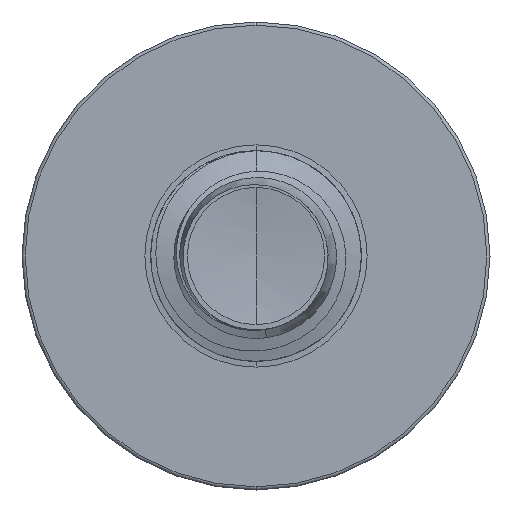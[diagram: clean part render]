
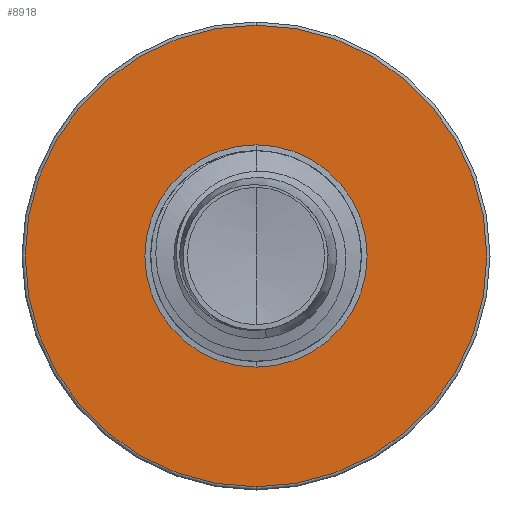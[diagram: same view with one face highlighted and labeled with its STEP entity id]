
A CAD part, front view. The second image highlights one B-rep face of the part: STEP entity #8918.
In plain terms, the highlighted planar face has unit normal (0, -1, 0).
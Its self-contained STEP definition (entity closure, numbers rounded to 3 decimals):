
#33 = CIRCLE ( 'NONE', #6958, 4.933 ) ;
#1797 = DIRECTION ( 'NONE',  ( 0., 0., 1. ) ) ;
#3381 = CARTESIAN_POINT ( 'NONE',  ( 0., 9., -2.375 ) ) ;
#4388 = ORIENTED_EDGE ( 'NONE', *, *, #22098, .F. ) ;
#4510 = ORIENTED_EDGE ( 'NONE', *, *, #17383, .F. ) ;
#4579 = CARTESIAN_POINT ( 'NONE',  ( 0., 9., 0. ) ) ;
#4826 = CARTESIAN_POINT ( 'NONE',  ( 0., 9., -2.375 ) ) ;
#5290 = DIRECTION ( 'NONE',  ( 0., 1., 0. ) ) ;
#6424 = DIRECTION ( 'NONE',  ( 0., 0., 1. ) ) ;
#6680 = AXIS2_PLACEMENT_3D ( 'NONE', #4579, #17505, #6424 ) ;
#6958 = AXIS2_PLACEMENT_3D ( 'NONE', #8875, #21770, #10724 ) ;
#7291 = EDGE_CURVE ( 'NONE', #7660, #10238, #19705, .T. ) ;
#7601 = CARTESIAN_POINT ( 'NONE',  ( 0., 9., -4.932 ) ) ;
#7660 = VERTEX_POINT ( 'NONE', #4826 ) ;
#8680 = PLANE ( 'NONE',  #17358 ) ;
#8821 = EDGE_LOOP ( 'NONE', ( #19787, #14915 ) ) ;
#8875 = CARTESIAN_POINT ( 'NONE',  ( 0., 9., 0. ) ) ;
#8918 = ADVANCED_FACE ( 'NONE', ( #8989, #18826 ), #8680, .F. ) ;
#8989 = FACE_OUTER_BOUND ( 'NONE', #22401, .T. ) ;
#10000 = CARTESIAN_POINT ( 'NONE',  ( 0., 9., 0. ) ) ;
#10238 = VERTEX_POINT ( 'NONE', #13099 ) ;
#10724 = DIRECTION ( 'NONE',  ( 0., 0., 1. ) ) ;
#11734 = AXIS2_PLACEMENT_3D ( 'NONE', #23992, #12964, #1797 ) ;
#11834 = DIRECTION ( 'NONE',  ( 0., 0., 1. ) ) ;
#12638 = EDGE_CURVE ( 'NONE', #10238, #7660, #21948, .T. ) ;
#12964 = DIRECTION ( 'NONE',  ( 0., 1., 0. ) ) ;
#13099 = CARTESIAN_POINT ( 'NONE',  ( 0., 9., 2.375 ) ) ;
#13720 = VERTEX_POINT ( 'NONE', #23683 ) ;
#14915 = ORIENTED_EDGE ( 'NONE', *, *, #7291, .T. ) ;
#17358 = AXIS2_PLACEMENT_3D ( 'NONE', #3381, #5290, #18222 ) ;
#17383 = EDGE_CURVE ( 'NONE', #13720, #20452, #33, .T. ) ;
#17505 = DIRECTION ( 'NONE',  ( 0., 1., 0. ) ) ;
#18222 = DIRECTION ( 'NONE',  ( 0., 0., 1. ) ) ;
#18826 = FACE_BOUND ( 'NONE', #8821, .T. ) ;
#19705 = CIRCLE ( 'NONE', #22424, 2.375 ) ;
#19787 = ORIENTED_EDGE ( 'NONE', *, *, #12638, .T. ) ;
#20452 = VERTEX_POINT ( 'NONE', #7601 ) ;
#21770 = DIRECTION ( 'NONE',  ( 0., 1., 0. ) ) ;
#21948 = CIRCLE ( 'NONE', #11734, 2.375 ) ;
#22064 = CIRCLE ( 'NONE', #6680, 4.933 ) ;
#22098 = EDGE_CURVE ( 'NONE', #20452, #13720, #22064, .T. ) ;
#22401 = EDGE_LOOP ( 'NONE', ( #4510, #4388 ) ) ;
#22424 = AXIS2_PLACEMENT_3D ( 'NONE', #10000, #22874, #11834 ) ;
#22874 = DIRECTION ( 'NONE',  ( 0., 1., 0. ) ) ;
#23683 = CARTESIAN_POINT ( 'NONE',  ( 0., 9., 4.933 ) ) ;
#23992 = CARTESIAN_POINT ( 'NONE',  ( 0., 9., 0. ) ) ;
